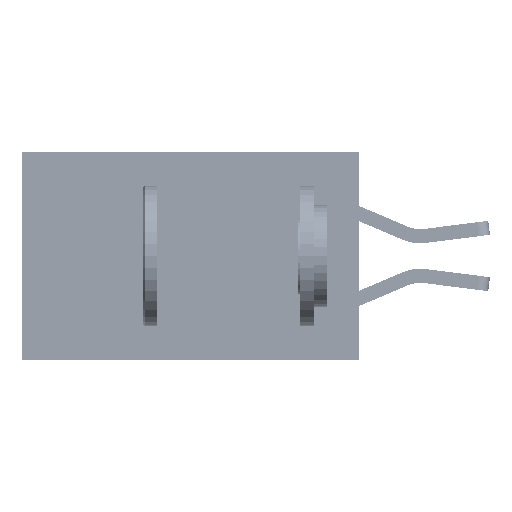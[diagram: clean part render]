
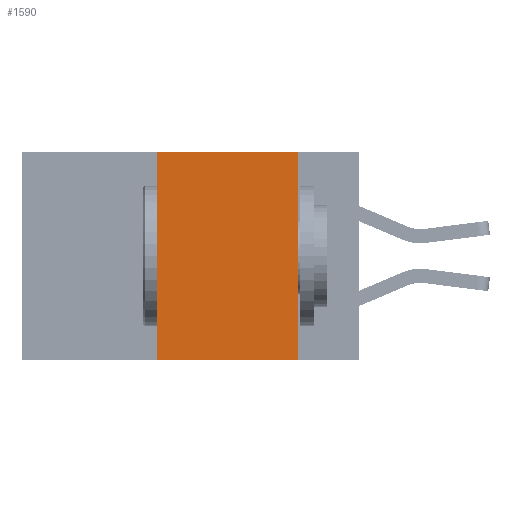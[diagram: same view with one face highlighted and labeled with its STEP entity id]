
A CAD part, left-side view. The second image highlights one B-rep face of the part: STEP entity #1590.
In plain terms, the highlighted planar face has unit normal (-1, 0, 0).
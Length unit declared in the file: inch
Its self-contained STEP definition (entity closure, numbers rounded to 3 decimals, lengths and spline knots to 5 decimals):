
#1220 = VECTOR ( 'NONE', #44750, 39.37008 ) ;
#1388 = VECTOR ( 'NONE', #2861, 39.37008 ) ;
#1590 = ADVANCED_FACE ( 'NONE', ( #31309 ), #46511, .F. ) ;
#2861 = DIRECTION ( 'NONE',  ( 0., 0., -1. ) ) ;
#4106 = CARTESIAN_POINT ( 'NONE',  ( 0., 0.6, 0. ) ) ;
#5196 = LINE ( 'NONE', #10260, #44261 ) ;
#5700 = CARTESIAN_POINT ( 'NONE',  ( 0., 0.36, -0.37 ) ) ;
#7132 = DIRECTION ( 'NONE',  ( 0., 0., 1. ) ) ;
#9968 = ORIENTED_EDGE ( 'NONE', *, *, #14102, .F. ) ;
#10260 = CARTESIAN_POINT ( 'NONE',  ( 0., 0.36, 0. ) ) ;
#10355 = VERTEX_POINT ( 'NONE', #5700 ) ;
#11679 = EDGE_CURVE ( 'NONE', #10355, #39760, #17753, .T. ) ;
#12158 = DIRECTION ( 'NONE',  ( 1., 0., 0. ) ) ;
#12284 = ORIENTED_EDGE ( 'NONE', *, *, #27081, .F. ) ;
#14102 = EDGE_CURVE ( 'NONE', #24246, #33217, #19412, .T. ) ;
#14465 = ORIENTED_EDGE ( 'NONE', *, *, #46186, .F. ) ;
#17753 = LINE ( 'NONE', #44593, #1220 ) ;
#19412 = LINE ( 'NONE', #32239, #41872 ) ;
#22900 = DIRECTION ( 'NONE',  ( 0., 0., -1. ) ) ;
#24246 = VERTEX_POINT ( 'NONE', #41487 ) ;
#24324 = AXIS2_PLACEMENT_3D ( 'NONE', #4106, #12158, #22900 ) ;
#27081 = EDGE_CURVE ( 'NONE', #33217, #39760, #42199, .T. ) ;
#28274 = EDGE_LOOP ( 'NONE', ( #12284, #9968, #14465, #42515 ) ) ;
#29581 = CARTESIAN_POINT ( 'NONE',  ( 0., 0.11, 0. ) ) ;
#31309 = FACE_OUTER_BOUND ( 'NONE', #28274, .T. ) ;
#32239 = CARTESIAN_POINT ( 'NONE',  ( 0., 0.6, 0. ) ) ;
#33120 = CARTESIAN_POINT ( 'NONE',  ( 0., 0.11, -0.37 ) ) ;
#33217 = VERTEX_POINT ( 'NONE', #43355 ) ;
#39516 = DIRECTION ( 'NONE',  ( 0., -1., 0. ) ) ;
#39760 = VERTEX_POINT ( 'NONE', #33120 ) ;
#41487 = CARTESIAN_POINT ( 'NONE',  ( 0., 0.36, 0. ) ) ;
#41872 = VECTOR ( 'NONE', #39516, 39.37008 ) ;
#42199 = LINE ( 'NONE', #29581, #1388 ) ;
#42515 = ORIENTED_EDGE ( 'NONE', *, *, #11679, .T. ) ;
#43355 = CARTESIAN_POINT ( 'NONE',  ( 0., 0.11, 0. ) ) ;
#44261 = VECTOR ( 'NONE', #7132, 39.37008 ) ;
#44593 = CARTESIAN_POINT ( 'NONE',  ( 0., 0.6, -0.37 ) ) ;
#44750 = DIRECTION ( 'NONE',  ( 0., -1., 0. ) ) ;
#46186 = EDGE_CURVE ( 'NONE', #10355, #24246, #5196, .T. ) ;
#46511 = PLANE ( 'NONE',  #24324 ) ;
